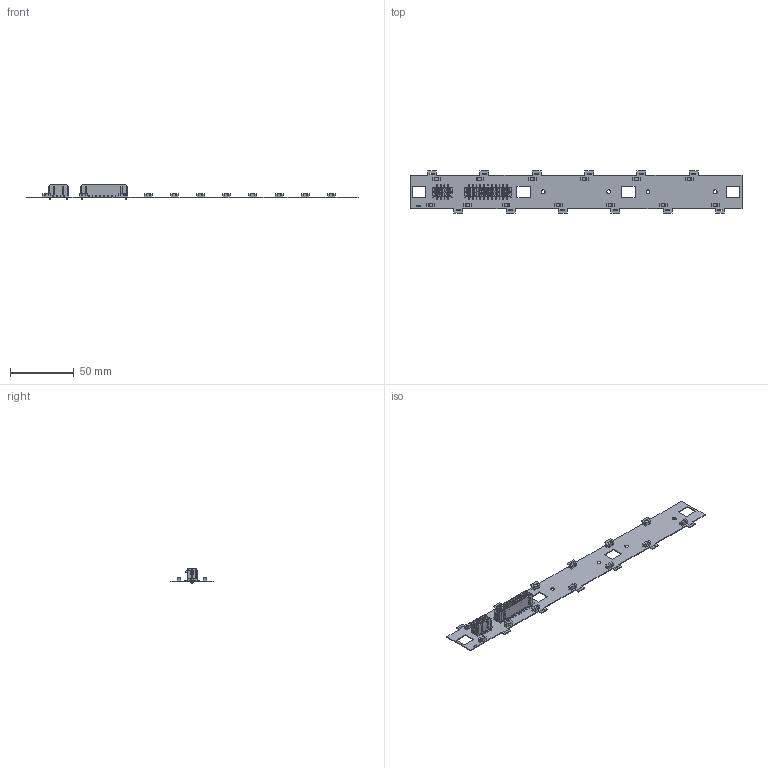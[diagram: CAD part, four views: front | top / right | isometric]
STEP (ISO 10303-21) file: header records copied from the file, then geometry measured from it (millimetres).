
FILE_DESCRIPTION(('Open CASCADE Model'),'2;1');
FILE_NAME('Open CASCADE Shape Model','2024-05-08T15:41:25',('Author'),( 'Open CASCADE'),'Open CASCADE STEP processor 7.5','Open CASCADE 7.5' ,'Unknown');
FILE_SCHEMA(('AUTOMOTIVE_DESIGN { 1 0 10303 214 1 1 1 1 }'));
Length unit declared in the file: millimetre
Products named in the file (26): PCB; Board; Open CASCADE STEP translator 7.5 2.1.1; ORION HEADER; 430452215_RGB8421504; Open CASCADE STEP translator 7.5 2.2.1.1; Open CASCADE STEP translator 7.5 2.2.1.2; TEMP HEADER; 430450815; Open CASCADE STEP translator 7.5 2.3.1.1; Open CASCADE STEP translator 7.5 2.3.1.2; F14; 5737746112; F26; 5737746832; F25; F24; F23; F22; F21; F20; F19; F18; F17; F16; F15
Assembly tree (36 placements, depth 4):
  PCB
    Board
      Open CASCADE STEP translator 7.5 2.1.1
    ORION HEADER
      430452215_RGB8421504
        Open CASCADE STEP translator 7.5 2.2.1.1
        Open CASCADE STEP translator 7.5 2.2.1.2
    TEMP HEADER
      430450815
        Open CASCADE STEP translator 7.5 2.3.1.1
        Open CASCADE STEP translator 7.5 2.3.1.2
    F14
      5737746112
    F26
      5737746832
    F25
      5737746832
    F24
      5737746832
    F23
      5737746112
    F22
      5737746112
    F21
      5737746112
    F20
      5737746112
    F19
      5737746112
    F18
      5737746112
    F17
      5737746112
    F16
      5737746112
    F15
      5737746112
Bounding box: 260 x 33 x 11.96 mm (x, y, z)
Volume: 6812.9 mm3; surface area: 20062.9 mm2
Topology: 55 solids, 55 shells, 1734 faces, 4434 edges, 3004 vertices
Faces by surface type: plane 1694, cylinder 40
Full cylindrical faces by diameter (mm): 2.41 x4, 3 x4
Entity records: 43593 total; most frequent: CARTESIAN_POINT 7735, ORIENTED_EDGE 7168, DIRECTION 6700, LINE 3642, VECTOR 3642, EDGE_CURVE 3584, VERTEX_POINT 2272, AXIS2_PLACEMENT_3D 1529
